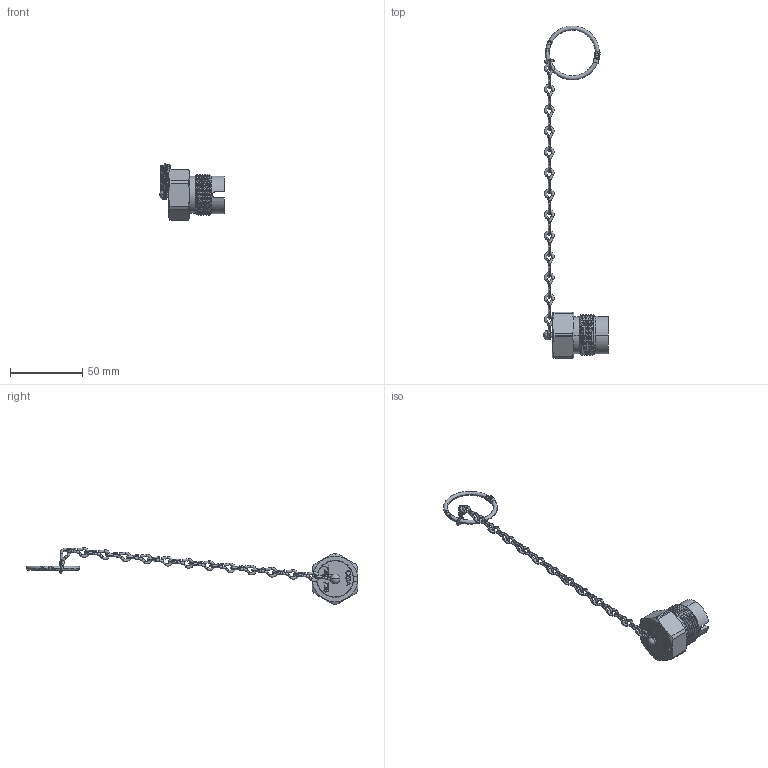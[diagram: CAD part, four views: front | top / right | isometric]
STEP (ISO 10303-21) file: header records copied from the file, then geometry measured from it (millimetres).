
FILE_DESCRIPTION (( 'STEP AP203' ), '1' );
FILE_NAME ('AD-72SS-BL-R.STEP', '2025-08-08T18:55:49', ( '' ), ( '' ), 'SwSTEP 2.0', 'SolidWorks 2018', '' );
FILE_SCHEMA (( 'CONFIG_CONTROL_DESIGN' ));
Length unit declared in the file: inch
Products named in the file (8): PRT-002255_SMALL PIN; ASY-000214_One Link Bent; PRT-002426; PRT-002245_RING-1.187D HALF; PRT-003626; AD-72SS-BL-R; PRT-002239_STAINLESS; ASY-000291
Assembly tree (21 placements, depth 3):
  AD-72SS-BL-R
    PRT-002426
    ASY-000214_One Link Bent
      PRT-002239_STAINLESS  x14
    ASY-000291
      PRT-002245_RING-1.187D HALF  x2
      PRT-002255_SMALL PIN
    PRT-003626
Bounding box: 45.03 x 230.01 x 39.29 mm (x, y, z)
Volume: 22365 mm3; surface area: 11186.7 mm2
Topology: 19 solids, 19 shells, 599 faces, 1417 edges, 862 vertices
Faces by surface type: cylinder 199, plane 138, bspline 123, torus 104, sphere 18, cone 17
Entity records: 16434 total; most frequent: CARTESIAN_POINT 8743, ORIENTED_EDGE 1436, DIRECTION 1186, EDGE_CURVE 718, VERTEX_POINT 459, AXIS2_PLACEMENT_3D 427, LINE 332, VECTOR 332
